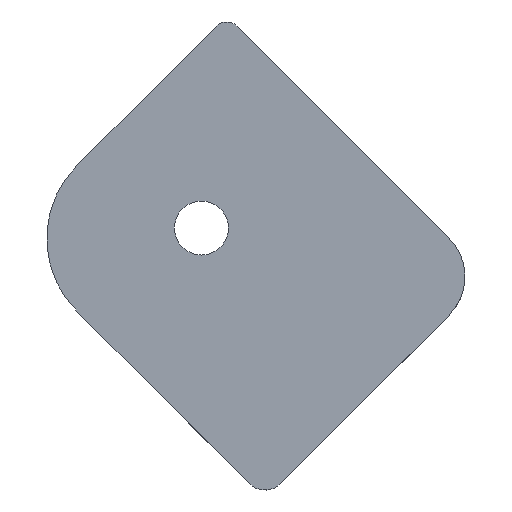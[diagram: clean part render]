
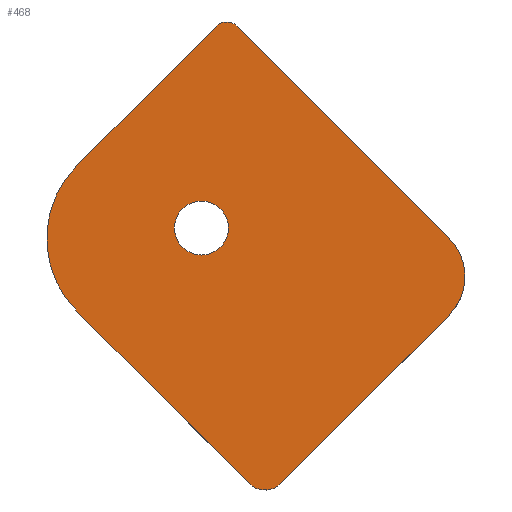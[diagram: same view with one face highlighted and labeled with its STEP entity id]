
A CAD part, front view. The second image highlights one B-rep face of the part: STEP entity #468.
In plain terms, the highlighted planar face has unit normal (0, -1, 0).
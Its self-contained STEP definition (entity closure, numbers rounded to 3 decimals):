
#15=FACE_BOUND('',#61,.T.);
#18=PLANE('',#510);
#35=FACE_OUTER_BOUND('',#60,.T.);
#60=EDGE_LOOP('',(#331,#332,#333,#334,#335,#336,#337,#338));
#61=EDGE_LOOP('',(#339));
#88=LINE('',#705,#138);
#93=LINE('',#715,#143);
#94=LINE('',#719,#144);
#95=LINE('',#723,#145);
#138=VECTOR('',#564,10.);
#143=VECTOR('',#571,10.);
#144=VECTOR('',#574,10.);
#145=VECTOR('',#577,10.);
#185=CIRCLE('',#506,18.5);
#188=CIRCLE('',#511,5.);
#189=CIRCLE('',#512,35.);
#190=CIRCLE('',#513,7.5);
#191=CIRCLE('',#514,9.198);
#204=VERTEX_POINT('',#691);
#205=VERTEX_POINT('',#692);
#210=VERTEX_POINT('',#704);
#214=VERTEX_POINT('',#714);
#215=VERTEX_POINT('',#716);
#216=VERTEX_POINT('',#718);
#217=VERTEX_POINT('',#720);
#218=VERTEX_POINT('',#722);
#219=VERTEX_POINT('',#725);
#250=EDGE_CURVE('',#204,#205,#185,.T.);
#256=EDGE_CURVE('',#210,#205,#88,.F.);
#261=EDGE_CURVE('',#204,#214,#93,.F.);
#262=EDGE_CURVE('',#215,#214,#188,.T.);
#263=EDGE_CURVE('',#215,#216,#94,.F.);
#264=EDGE_CURVE('',#217,#216,#189,.T.);
#265=EDGE_CURVE('',#217,#218,#95,.F.);
#266=EDGE_CURVE('',#210,#218,#190,.T.);
#267=EDGE_CURVE('',#219,#219,#191,.F.);
#331=ORIENTED_EDGE('',*,*,#250,.F.);
#332=ORIENTED_EDGE('',*,*,#261,.T.);
#333=ORIENTED_EDGE('',*,*,#262,.F.);
#334=ORIENTED_EDGE('',*,*,#263,.T.);
#335=ORIENTED_EDGE('',*,*,#264,.F.);
#336=ORIENTED_EDGE('',*,*,#265,.T.);
#337=ORIENTED_EDGE('',*,*,#266,.F.);
#338=ORIENTED_EDGE('',*,*,#256,.T.);
#339=ORIENTED_EDGE('',*,*,#267,.T.);
#468=ADVANCED_FACE('',(#35,#15),#18,.T.);
#506=AXIS2_PLACEMENT_3D('',#693,#553,#554);
#510=AXIS2_PLACEMENT_3D('',#713,#569,#570);
#511=AXIS2_PLACEMENT_3D('',#717,#572,#573);
#512=AXIS2_PLACEMENT_3D('',#721,#575,#576);
#513=AXIS2_PLACEMENT_3D('',#724,#578,#579);
#514=AXIS2_PLACEMENT_3D('',#726,#580,#581);
#553=DIRECTION('center_axis',(0.,1.,0.));
#554=DIRECTION('ref_axis',(1.,0.,0.));
#564=DIRECTION('',(-0.707,0.,-0.707));
#569=DIRECTION('center_axis',(0.,-1.,0.));
#570=DIRECTION('ref_axis',(1.,0.,0.));
#571=DIRECTION('',(0.707,0.,-0.707));
#572=DIRECTION('center_axis',(0.,1.,0.));
#573=DIRECTION('ref_axis',(0.,0.,1.));
#574=DIRECTION('',(0.707,0.,0.707));
#575=DIRECTION('center_axis',(0.,1.,0.));
#576=DIRECTION('ref_axis',(-1.,0.,0.));
#577=DIRECTION('',(-0.707,0.,0.707));
#578=DIRECTION('center_axis',(0.,1.,0.));
#579=DIRECTION('ref_axis',(0.,0.,
-1.));
#580=DIRECTION('center_axis',(0.,-1.,0.));
#581=DIRECTION('ref_axis',(1.,0.,0.));
#691=CARTESIAN_POINT('',(514.379,-305.558,-104.302));
#692=CARTESIAN_POINT('',(514.379,-305.558,-130.465));
#693=CARTESIAN_POINT('Origin',(501.298,-305.558,-117.383));
#704=CARTESIAN_POINT('',(456.979,-305.558,-187.865));
#705=CARTESIAN_POINT('',(488.755,-305.558,-156.089));
#713=CARTESIAN_POINT('Origin',(437.017,-305.558,-93.833));
#714=CARTESIAN_POINT('',(442.179,-305.558,-32.102));
#715=CARTESIAN_POINT('',(482.838,-305.558,-72.761));
#716=CARTESIAN_POINT('',(435.108,-305.558,-32.102));
#717=CARTESIAN_POINT('Origin',(438.644,-305.558,-35.637));
#718=CARTESIAN_POINT('',(387.608,-305.558,-79.602));
#719=CARTESIAN_POINT('',(414.849,-305.558,-52.361));
#720=CARTESIAN_POINT('',(387.608,-305.558,-129.1));
#721=CARTESIAN_POINT('Origin',(412.356,-305.558,-104.351));
#722=CARTESIAN_POINT('',(446.372,-305.558,-187.865));
#723=CARTESIAN_POINT('',(392.911,-305.558,-134.403));
#724=CARTESIAN_POINT('Origin',(451.676,-305.558,-182.561));
#725=CARTESIAN_POINT('',(420.836,-305.558,-100.816));
#726=CARTESIAN_POINT('Origin',(430.034,-305.558,-100.816));
